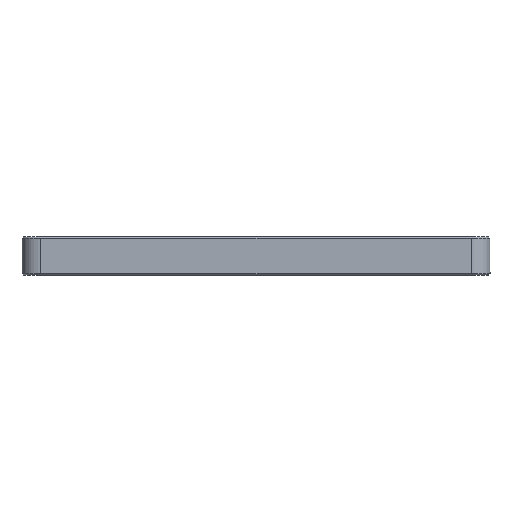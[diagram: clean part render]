
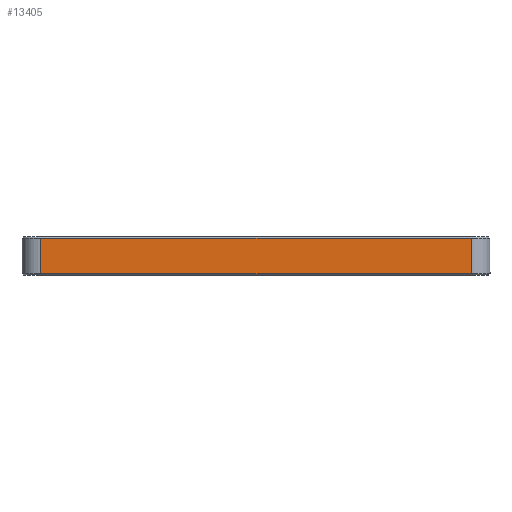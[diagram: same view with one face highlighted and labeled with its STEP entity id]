
A CAD part, left-side view. The second image highlights one B-rep face of the part: STEP entity #13405.
In plain terms, the highlighted planar face has unit normal (-1, 0, 0).
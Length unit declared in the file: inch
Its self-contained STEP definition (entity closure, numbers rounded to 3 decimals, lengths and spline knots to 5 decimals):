
#793=PLANE('',#14406);
#1444=FACE_OUTER_BOUND('',#2266,.T.);
#2266=EDGE_LOOP('',(#11645,#11646,#11647,#11648));
#3445=LINE('',#22726,#4707);
#3477=LINE('',#22825,#4739);
#4026=LINE('',#23951,#5288);
#4037=LINE('',#23976,#5299);
#4707=VECTOR('',#16311,0.3937);
#4739=VECTOR('',#16425,0.3937);
#5288=VECTOR('',#17496,0.3937);
#5299=VECTOR('',#17531,0.3937);
#6166=VERTEX_POINT('',#22716);
#6168=VERTEX_POINT('',#22722);
#6195=VERTEX_POINT('',#22824);
#6511=VERTEX_POINT('',#23950);
#7638=EDGE_CURVE('',#6166,#6168,#3445,.T.);
#7687=EDGE_CURVE('',#6195,#6168,#3477,.T.);
#8241=EDGE_CURVE('',#6195,#6511,#4026,.T.);
#8254=EDGE_CURVE('',#6511,#6166,#4037,.T.);
#11645=ORIENTED_EDGE('',*,*,#8254,.F.);
#11646=ORIENTED_EDGE('',*,*,#8241,.F.);
#11647=ORIENTED_EDGE('',*,*,#7687,.T.);
#11648=ORIENTED_EDGE('',*,*,#7638,.F.);
#13405=ADVANCED_FACE('',(#1444),#793,.T.);
#14406=AXIS2_PLACEMENT_3D('',#23977,#17532,#17533);
#16311=DIRECTION('',(0.,1.,0.));
#16425=DIRECTION('',(0.,0.,-1.));
#17496=DIRECTION('',(0.,-1.,0.));
#17531=DIRECTION('',(0.,0.,-1.));
#17532=DIRECTION('center_axis',(-1.,0.,0.));
#17533=DIRECTION('ref_axis',(0.,1.,0.));
#22716=CARTESIAN_POINT('',(4.7164,7.88963,0.54923));
#22722=CARTESIAN_POINT('',(4.7164,16.45459,0.54923));
#22726=CARTESIAN_POINT('',(4.7164,14.50085,0.54923));
#22824=CARTESIAN_POINT('',(4.7164,16.45459,1.24931));
#22825=CARTESIAN_POINT('',(4.7164,16.45459,1.27931));
#23950=CARTESIAN_POINT('',(4.7164,7.88963,1.24931));
#23951=CARTESIAN_POINT('',(4.7164,10.03087,1.24931));
#23976=CARTESIAN_POINT('',(4.7164,7.88963,1.27931));
#23977=CARTESIAN_POINT('Origin',(4.7164,7.88963,1.27931));
